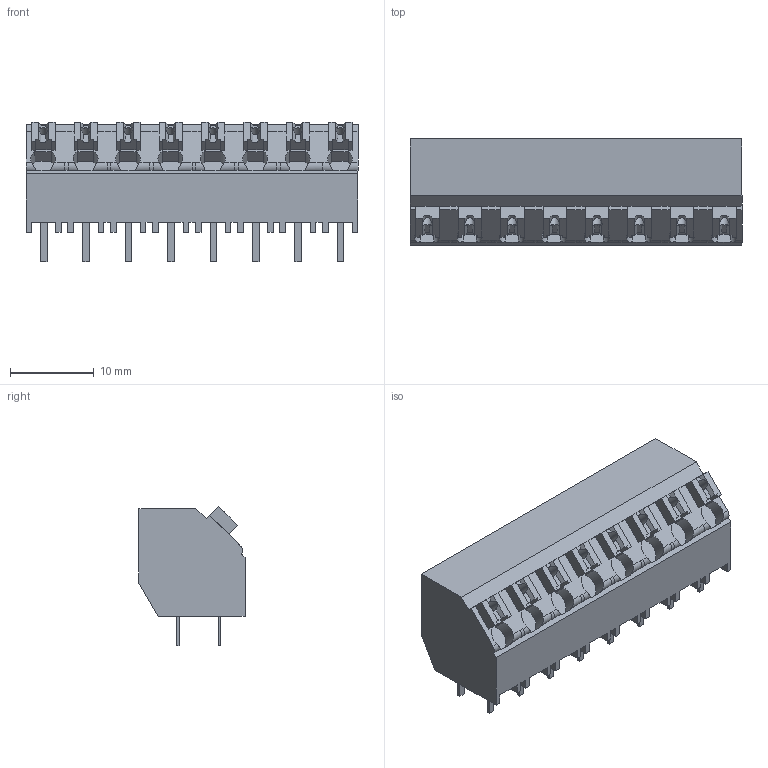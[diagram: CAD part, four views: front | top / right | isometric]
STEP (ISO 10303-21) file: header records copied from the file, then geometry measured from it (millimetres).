
FILE_DESCRIPTION(('CATIA V5 STEP Exchange','CAx-IF Rec.Pracs.--- Model Styling and Organization---1.2---2011-12-15'),'2;1');
FILE_NAME ('D1458651_0_1888880000_1888880000.stp','2018-03-20T13:43:22+00:00',('none'),('Weidmueller'),'CATIA Version 5-6 Release 2014','CATIA V5 STEP AP214','none');
FILE_SCHEMA(('AUTOMOTIVE_DESIGN { 1 0 10303 214 1 1 1 1 }'));
Length unit declared in the file: millimetre
Products named in the file (1): 1888880000
Bounding box: 39.76 x 12.7 x 16.66 mm (x, y, z)
Volume: 4604.4 mm3; surface area: 4451.9 mm2
Topology: 25 solids, 25 shells, 589 faces, 1686 edges, 1154 vertices
Faces by surface type: plane 535, cylinder 54
Entity records: 17645 total; most frequent: CARTESIAN_POINT 3431, ORIENTED_EDGE 3372, DIRECTION 2194, EDGE_CURVE 1686, VECTOR 1511, LINE 1511, VERTEX_POINT 1154, EDGE_LOOP 612
